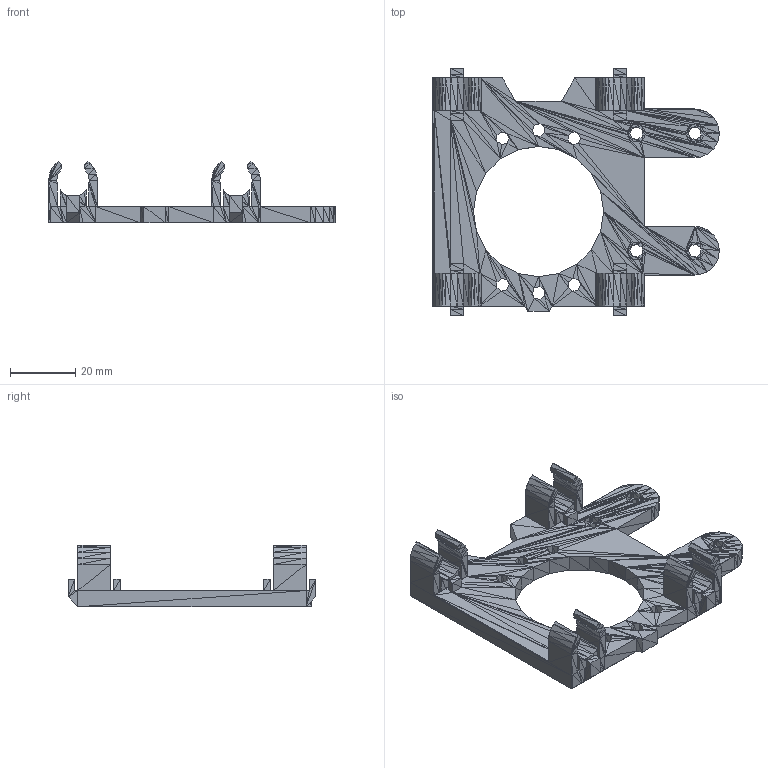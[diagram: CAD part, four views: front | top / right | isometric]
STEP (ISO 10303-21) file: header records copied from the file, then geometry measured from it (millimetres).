
FILE_DESCRIPTION(('FreeCAD Model'),'2;1');
FILE_NAME('x-carriage.stp', '2011-11-21T21:56:00',('FreeCAD'),('FreeCAD'), 'Open CASCADE STEP processor 6.3','FreeCAD','Unknown');
FILE_SCHEMA(('AUTOMOTIVE_DESIGN_CC2 { 1 2 10303 214 -1 1 5 4 }'));
Products named in the file (1): Open CASCADE STEP translator 6.3 15
Bounding box: 88.01 x 76.02 x 18.93 mm (x, y, z)
Volume: 22954.6 mm3; surface area: 14544.1 mm2
Topology: 1 solids, 1 shells, 1768 faces, 2652 edges, 864 vertices
Faces by surface type: plane 1768
Entity records: 66278 total; most frequent: CARTESIAN_POINT 13241, DIRECTION 8842, ORIENTED_EDGE 5304, LINE 5304, VECTOR 5304, PCURVE 5304, DEFINITIONAL_REPRESENTATION 5304, EDGE_CURVE 2652
